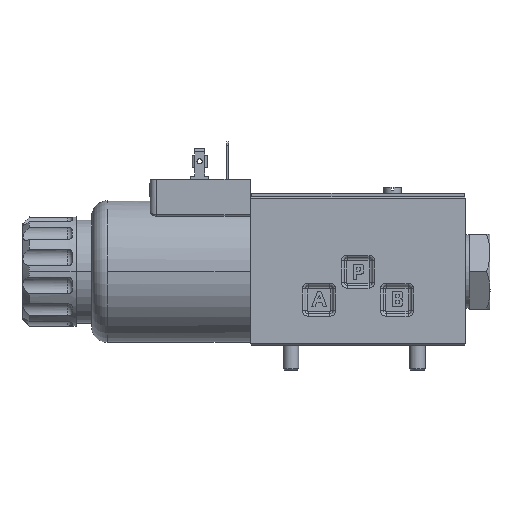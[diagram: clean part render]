
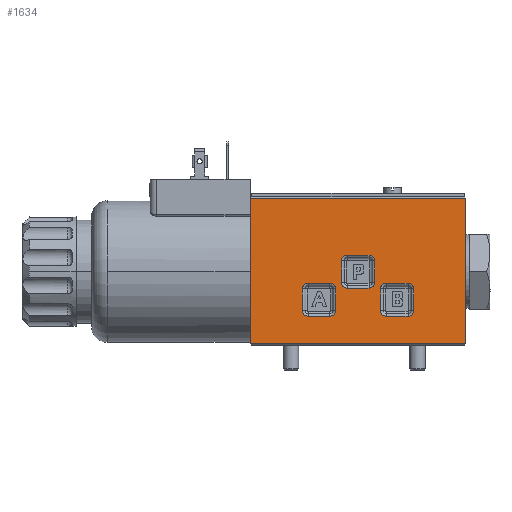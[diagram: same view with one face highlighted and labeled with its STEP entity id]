
A CAD part, front view. The second image highlights one B-rep face of the part: STEP entity #1634.
In plain terms, the highlighted planar face has unit normal (0, -1, 0).
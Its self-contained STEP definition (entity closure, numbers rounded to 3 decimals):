
#1634=ADVANCED_FACE('',(#3949,#3950,#3951,#3952),#3953,.T.);
#3949=FACE_OUTER_BOUND('',#6666,.T.);
#3950=FACE_BOUND('',#6667,.T.);
#3951=FACE_BOUND('',#6668,.T.);
#3952=FACE_BOUND('',#6669,.T.);
#3953=PLANE('',#6670);
#6666=EDGE_LOOP('',(#15363,#15364,#15365,#15366));
#6667=EDGE_LOOP('',(#15367,#15368,#15369,#15370,#15371,#15372,#15373,#15374));
#6668=EDGE_LOOP('',(#15375,#15376,#15377,#15378,#15379,#15380,#15381,#15382));
#6669=EDGE_LOOP('',(#15383,#15384,#15385,#15386,#15387,#15388,#15389,#15390));
#6670=AXIS2_PLACEMENT_3D('',#15391,#15392,#15393);
#15363=ORIENTED_EDGE('',*,*,#20545,.F.);
#15364=ORIENTED_EDGE('',*,*,#20811,.F.);
#15365=ORIENTED_EDGE('',*,*,#20554,.T.);
#15366=ORIENTED_EDGE('',*,*,#20892,.F.);
#15367=ORIENTED_EDGE('',*,*,#20886,.T.);
#15368=ORIENTED_EDGE('',*,*,#20847,.T.);
#15369=ORIENTED_EDGE('',*,*,#20226,.F.);
#15370=ORIENTED_EDGE('',*,*,#20840,.T.);
#15371=ORIENTED_EDGE('',*,*,#20878,.T.);
#15372=ORIENTED_EDGE('',*,*,#20881,.T.);
#15373=ORIENTED_EDGE('',*,*,#20844,.T.);
#15374=ORIENTED_EDGE('',*,*,#20893,.T.);
#15375=ORIENTED_EDGE('',*,*,#20781,.T.);
#15376=ORIENTED_EDGE('',*,*,#20836,.T.);
#15377=ORIENTED_EDGE('',*,*,#20876,.T.);
#15378=ORIENTED_EDGE('',*,*,#20832,.T.);
#15379=ORIENTED_EDGE('',*,*,#20894,.T.);
#15380=ORIENTED_EDGE('',*,*,#20895,.T.);
#15381=ORIENTED_EDGE('',*,*,#20896,.T.);
#15382=ORIENTED_EDGE('',*,*,#20890,.T.);
#15383=ORIENTED_EDGE('',*,*,#20261,.F.);
#15384=ORIENTED_EDGE('',*,*,#20793,.T.);
#15385=ORIENTED_EDGE('',*,*,#20804,.T.);
#15386=ORIENTED_EDGE('',*,*,#20790,.T.);
#15387=ORIENTED_EDGE('',*,*,#20807,.T.);
#15388=ORIENTED_EDGE('',*,*,#20799,.T.);
#15389=ORIENTED_EDGE('',*,*,#20809,.T.);
#15390=ORIENTED_EDGE('',*,*,#20810,.T.);
#15391=CARTESIAN_POINT('',(57.725,-7.,48.163));
#15392=DIRECTION('',(0.0,-1.0,-0.0));
#15393=DIRECTION('',(0.0,0.0,-1.0));
#20226=EDGE_CURVE('',#24751,#24753,#24754,.T.);
#20261=EDGE_CURVE('',#24818,#24820,#24821,.T.);
#20545=EDGE_CURVE('',#25312,#25314,#25315,.T.);
#20554=EDGE_CURVE('',#25329,#25327,#25330,.T.);
#20781=EDGE_CURVE('',#25656,#25654,#25657,.T.);
#20790=EDGE_CURVE('',#25668,#25669,#25670,.T.);
#20793=EDGE_CURVE('',#24818,#25673,#25674,.T.);
#20799=EDGE_CURVE('',#25680,#25681,#25682,.T.);
#20804=EDGE_CURVE('',#25673,#25668,#25687,.T.);
#20807=EDGE_CURVE('',#25669,#25680,#25690,.T.);
#20809=EDGE_CURVE('',#25681,#25691,#25693,.T.);
#20810=EDGE_CURVE('',#25691,#24820,#25694,.T.);
#20811=EDGE_CURVE('',#25329,#25312,#25695,.T.);
#20832=EDGE_CURVE('',#25723,#25724,#25725,.T.);
#20836=EDGE_CURVE('',#25654,#25728,#25730,.T.);
#20840=EDGE_CURVE('',#24751,#25735,#25736,.T.);
#20844=EDGE_CURVE('',#25741,#25739,#25742,.T.);
#20847=EDGE_CURVE('',#25745,#24753,#25746,.T.);
#20876=EDGE_CURVE('',#25728,#25723,#25784,.T.);
#20878=EDGE_CURVE('',#25735,#25785,#25787,.T.);
#20881=EDGE_CURVE('',#25785,#25741,#25790,.T.);
#20886=EDGE_CURVE('',#25795,#25745,#25796,.T.);
#20890=EDGE_CURVE('',#25801,#25656,#25802,.T.);
#20892=EDGE_CURVE('',#25314,#25327,#25804,.T.);
#20893=EDGE_CURVE('',#25739,#25795,#25805,.T.);
#20894=EDGE_CURVE('',#25724,#25806,#25807,.T.);
#20895=EDGE_CURVE('',#25806,#25808,#25809,.T.);
#20896=EDGE_CURVE('',#25808,#25801,#25810,.T.);
#24751=VERTEX_POINT('',#38987);
#24753=VERTEX_POINT('',#38989);
#24754=LINE('',#38990,#38991);
#24818=VERTEX_POINT('',#39071);
#24820=VERTEX_POINT('',#39073);
#24821=LINE('',#39074,#39075);
#25312=VERTEX_POINT('',#39706);
#25314=VERTEX_POINT('',#39709);
#25315=LINE('',#39710,#39711);
#25327=VERTEX_POINT('',#39730);
#25329=VERTEX_POINT('',#39733);
#25330=LINE('',#39734,#39735);
#25654=VERTEX_POINT('',#40192);
#25656=VERTEX_POINT('',#40194);
#25657=LINE('',#40195,#40196);
#25668=VERTEX_POINT('',#40210);
#25669=VERTEX_POINT('',#40211);
#25670=CIRCLE('',#40212,1.8);
#25673=VERTEX_POINT('',#40215);
#25674=CIRCLE('',#40216,1.8);
#25680=VERTEX_POINT('',#40222);
#25681=VERTEX_POINT('',#40223);
#25682=CIRCLE('',#40224,1.8);
#25687=LINE('',#40229,#40230);
#25690=LINE('',#40233,#40234);
#25691=VERTEX_POINT('',#40235);
#25693=LINE('',#40237,#40238);
#25694=CIRCLE('',#40239,1.8);
#25695=LINE('',#40240,#40241);
#25723=VERTEX_POINT('',#40272);
#25724=VERTEX_POINT('',#40273);
#25725=CIRCLE('',#40274,1.8);
#25728=VERTEX_POINT('',#40277);
#25730=CIRCLE('',#40279,1.8);
#25735=VERTEX_POINT('',#40284);
#25736=CIRCLE('',#40285,1.8);
#25739=VERTEX_POINT('',#40288);
#25741=VERTEX_POINT('',#40290);
#25742=LINE('',#40291,#40292);
#25745=VERTEX_POINT('',#40296);
#25746=CIRCLE('',#40297,1.8);
#25784=LINE('',#40343,#40344);
#25785=VERTEX_POINT('',#40345);
#25787=LINE('',#40347,#40348);
#25790=CIRCLE('',#40351,1.8);
#25795=VERTEX_POINT('',#40357);
#25796=LINE('',#40358,#40359);
#25801=VERTEX_POINT('',#40365);
#25802=CIRCLE('',#40366,1.8);
#25804=LINE('',#40368,#40369);
#25805=CIRCLE('',#40370,1.8);
#25806=VERTEX_POINT('',#40371);
#25807=LINE('',#40372,#40373);
#25808=VERTEX_POINT('',#40374);
#25809=CIRCLE('',#40375,1.8);
#25810=LINE('',#40376,#40377);
#38987=CARTESIAN_POINT('',(16.2,-7.,27.0));
#38989=CARTESIAN_POINT('',(16.2,-7.,20.0));
#38990=CARTESIAN_POINT('',(16.2,-7.,27.0));
#38991=VECTOR('',#47000,1.0);
#39071=CARTESIAN_POINT('',(5.5,-7.,9.2));
#39073=CARTESIAN_POINT('',(12.5,-7.,9.2));
#39074=CARTESIAN_POINT('',(5.5,-7.,9.2));
#39075=VECTOR('',#47071,1.0);
#39706=CARTESIAN_POINT('',(-13.0,-7.,47.0));
#39709=CARTESIAN_POINT('',(56.0,-7.,47.0));
#39710=CARTESIAN_POINT('',(-13.0,-7.,47.0));
#39711=VECTOR('',#47639,1.0);
#39730=CARTESIAN_POINT('',(56.0,-7.,0.5));
#39733=CARTESIAN_POINT('',(-13.,-7.,0.5));
#39734=CARTESIAN_POINT('',(-13.0,-7.,0.5));
#39735=VECTOR('',#47648,1.0);
#40192=CARTESIAN_POINT('',(39.3,-7.,11.0));
#40194=CARTESIAN_POINT('',(39.3,-7.,18.0));
#40195=CARTESIAN_POINT('',(39.3,-7.,18.0));
#40196=VECTOR('',#48061,1.0);
#40210=CARTESIAN_POINT('',(3.7,-7.,18.0));
#40211=CARTESIAN_POINT('',(5.5,-7.,19.8));
#40212=AXIS2_PLACEMENT_3D('',#48080,#48081,#48082);
#40215=CARTESIAN_POINT('',(3.7,-7.,11.0));
#40216=AXIS2_PLACEMENT_3D('',#48089,#48090,#48091);
#40222=CARTESIAN_POINT('',(12.5,-7.,19.8));
#40223=CARTESIAN_POINT('',(14.3,-7.,18.0));
#40224=AXIS2_PLACEMENT_3D('',#48107,#48108,#48109);
#40229=CARTESIAN_POINT('',(3.7,-7.,11.0));
#40230=VECTOR('',#48122,1.0);
#40233=CARTESIAN_POINT('',(5.5,-7.,19.8));
#40234=VECTOR('',#48129,1.0);
#40235=CARTESIAN_POINT('',(14.3,-7.,11.0));
#40237=CARTESIAN_POINT('',(14.3,-7.,18.0));
#40238=VECTOR('',#48133,1.0);
#40239=AXIS2_PLACEMENT_3D('',#48134,#48135,#48136);
#40240=CARTESIAN_POINT('',(-13.0,-7.,0.5));
#40241=VECTOR('',#48137,1.0);
#40272=CARTESIAN_POINT('',(30.5,-7.,9.2));
#40273=CARTESIAN_POINT('',(28.7,-7.,11.0));
#40274=AXIS2_PLACEMENT_3D('',#48192,#48193,#48194);
#40277=CARTESIAN_POINT('',(37.5,-7.,9.2));
#40279=AXIS2_PLACEMENT_3D('',#48204,#48205,#48206);
#40284=CARTESIAN_POINT('',(18.0,-7.,28.8));
#40285=AXIS2_PLACEMENT_3D('',#48216,#48217,#48218);
#40288=CARTESIAN_POINT('',(26.8,-7.,20.0));
#40290=CARTESIAN_POINT('',(26.8,-7.,27.0));
#40291=CARTESIAN_POINT('',(26.8,-7.,27.0));
#40292=VECTOR('',#48228,1.0);
#40296=CARTESIAN_POINT('',(18.0,-7.,18.2));
#40297=AXIS2_PLACEMENT_3D('',#48233,#48234,#48235);
#40343=CARTESIAN_POINT('',(37.5,-7.,9.2));
#40344=VECTOR('',#48304,1.0);
#40345=CARTESIAN_POINT('',(25.0,-7.,28.8));
#40347=CARTESIAN_POINT('',(18.0,-7.,28.8));
#40348=VECTOR('',#48308,1.0);
#40351=AXIS2_PLACEMENT_3D('',#48315,#48316,#48317);
#40357=CARTESIAN_POINT('',(25.0,-7.,18.2));
#40358=CARTESIAN_POINT('',(25.0,-7.,18.2));
#40359=VECTOR('',#48328,1.0);
#40365=CARTESIAN_POINT('',(37.5,-7.,19.8));
#40366=AXIS2_PLACEMENT_3D('',#48336,#48337,#48338);
#40368=CARTESIAN_POINT('',(56.0,-7.,47.0));
#40369=VECTOR('',#48342,1.0);
#40370=AXIS2_PLACEMENT_3D('',#48343,#48344,#48345);
#40371=CARTESIAN_POINT('',(28.7,-7.,18.0));
#40372=CARTESIAN_POINT('',(28.7,-7.,11.0));
#40373=VECTOR('',#48346,1.0);
#40374=CARTESIAN_POINT('',(30.5,-7.,19.8));
#40375=AXIS2_PLACEMENT_3D('',#48347,#48348,#48349);
#40376=CARTESIAN_POINT('',(30.5,-7.,19.8));
#40377=VECTOR('',#48350,1.0);
#47000=DIRECTION('',(0.0,0.0,-1.0));
#47071=DIRECTION('',(1.0,0.0,0.0));
#47639=DIRECTION('',(1.0,0.0,0.0));
#47648=DIRECTION('',(1.0,0.0,0.0));
#48061=DIRECTION('',(0.0,0.0,-1.0));
#48080=CARTESIAN_POINT('',(5.5,-7.,18.0));
#48081=DIRECTION('',(0.0,1.0,0.0));
#48082=DIRECTION('',(-1.0,0.0,0.0));
#48089=CARTESIAN_POINT('',(5.5,-7.,11.0));
#48090=DIRECTION('',(0.0,1.0,0.0));
#48091=DIRECTION('',(0.0,0.0,-1.0));
#48107=CARTESIAN_POINT('',(12.5,-7.,18.0));
#48108=DIRECTION('',(0.0,1.0,0.0));
#48109=DIRECTION('',(0.0,0.0,1.0));
#48122=DIRECTION('',(0.0,0.0,1.0));
#48129=DIRECTION('',(1.0,0.0,0.0));
#48133=DIRECTION('',(0.0,0.0,-1.0));
#48134=CARTESIAN_POINT('',(12.5,-7.,11.0));
#48135=DIRECTION('',(-0.0,1.0,0.0));
#48136=DIRECTION('',(1.0,0.0,0.0));
#48137=DIRECTION('',(0.0,0.0,1.0));
#48192=CARTESIAN_POINT('',(30.5,-7.,11.0));
#48193=DIRECTION('',(0.0,1.0,0.0));
#48194=DIRECTION('',(0.0,0.0,-1.0));
#48204=CARTESIAN_POINT('',(37.5,-7.,11.0));
#48205=DIRECTION('',(-0.0,1.0,0.0));
#48206=DIRECTION('',(1.0,0.0,0.0));
#48216=CARTESIAN_POINT('',(18.0,-7.,27.0));
#48217=DIRECTION('',(0.0,1.0,0.0));
#48218=DIRECTION('',(-1.0,0.0,0.0));
#48228=DIRECTION('',(0.0,0.0,-1.0));
#48233=CARTESIAN_POINT('',(18.0,-7.,20.0));
#48234=DIRECTION('',(0.0,1.0,0.0));
#48235=DIRECTION('',(0.0,0.0,-1.0));
#48304=DIRECTION('',(-1.0,0.0,0.0));
#48308=DIRECTION('',(1.0,0.0,0.0));
#48315=CARTESIAN_POINT('',(25.0,-7.,27.0));
#48316=DIRECTION('',(0.0,1.0,0.0));
#48317=DIRECTION('',(0.0,0.0,1.0));
#48328=DIRECTION('',(-1.0,0.0,0.0));
#48336=CARTESIAN_POINT('',(37.5,-7.,18.0));
#48337=DIRECTION('',(0.0,1.0,0.0));
#48338=DIRECTION('',(0.0,0.0,1.0));
#48342=DIRECTION('',(0.0,0.0,-1.0));
#48343=CARTESIAN_POINT('',(25.0,-7.,20.0));
#48344=DIRECTION('',(-0.0,1.0,0.0));
#48345=DIRECTION('',(1.0,0.0,0.0));
#48346=DIRECTION('',(0.0,0.0,1.0));
#48347=CARTESIAN_POINT('',(30.5,-7.,18.0));
#48348=DIRECTION('',(0.0,1.0,0.0));
#48349=DIRECTION('',(-1.0,0.0,0.0));
#48350=DIRECTION('',(1.0,0.0,0.0));
